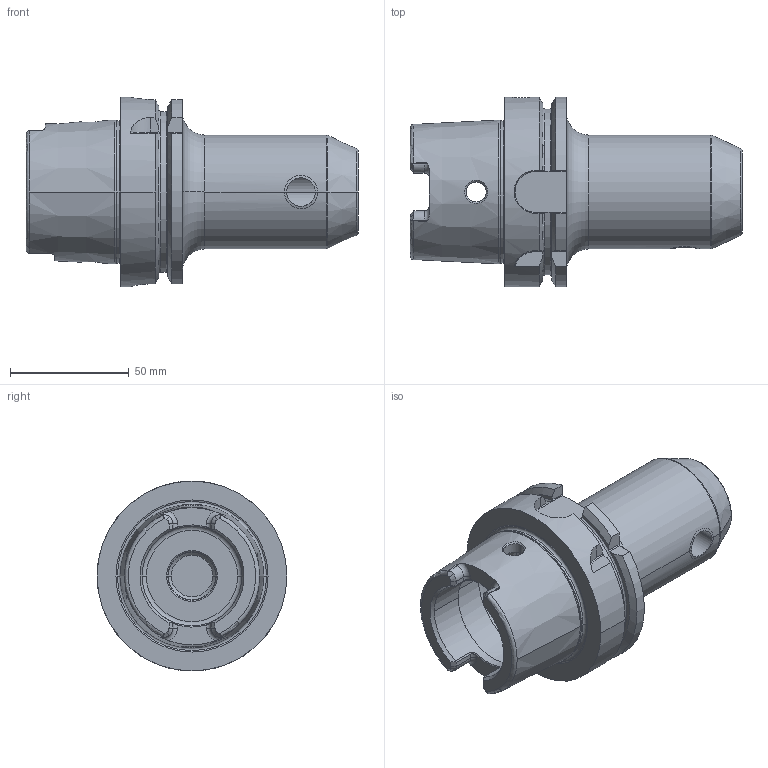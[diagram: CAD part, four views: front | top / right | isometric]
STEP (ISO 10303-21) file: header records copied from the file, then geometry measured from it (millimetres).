
FILE_DESCRIPTION((''),'2;1');
FILE_NAME('A80-000-16','2011-08-31T',('mei'),(''),'PRO/ENGINEER BY PARAMETRIC TECHNOLOGY CORPORATION, 2010430','PRO/ENGINEER BY PARAMETRIC TECHNOLOGY CORPORATION, 2010430','');
FILE_SCHEMA(('CONFIG_CONTROL_DESIGN'));
Length unit declared in the file: millimetre
Products named in the file (1): A80-000-16
Bounding box: 139.9 x 80 x 80 mm (x, y, z)
Volume: 256343.1 mm3; surface area: 47280.4 mm2
Topology: 1 solids, 3 shells, 190 faces, 483 edges, 295 vertices
Faces by surface type: plane 63, cylinder 53, cone 32, torus 32, bspline 8, extrusion 2
Entity records: 7237 total; most frequent: CARTESIAN_POINT 2748, ORIENTED_EDGE 958, DIRECTION 896, EDGE_CURVE 483, AXIS2_PLACEMENT_3D 349, VERTEX_POINT 295, VECTOR 198, LINE 196
